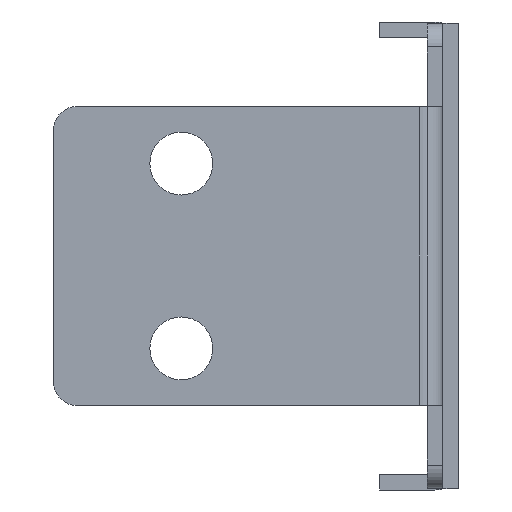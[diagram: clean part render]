
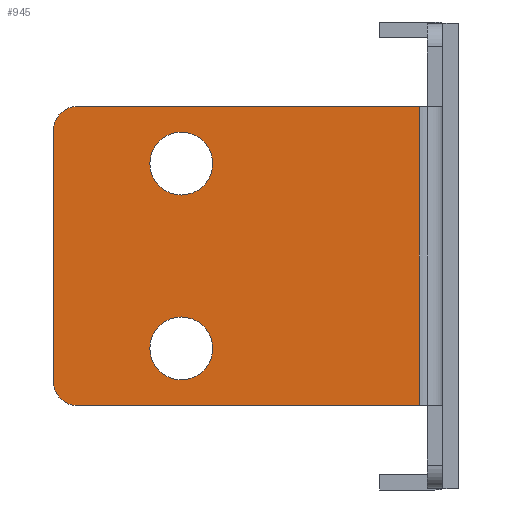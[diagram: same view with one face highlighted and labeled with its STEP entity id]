
A CAD part, left-side view. The second image highlights one B-rep face of the part: STEP entity #945.
In plain terms, the highlighted face is planar.
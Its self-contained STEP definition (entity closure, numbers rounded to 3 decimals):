
#197=DIRECTION('',(-1.,0.,0.));
#198=VECTOR('',#197,43.5);
#199=CARTESIAN_POINT('',(90.,-500.5,22.25));
#200=LINE('',#199,#198);
#205=CARTESIAN_POINT('',(46.5,-500.5,25.25));
#206=DIRECTION('',(0.,1.,0.));
#207=DIRECTION('',(0.,0.,-1.));
#208=AXIS2_PLACEMENT_3D('',#205,#206,#207);
#213=DIRECTION('',(0.,0.,1.));
#214=VECTOR('',#213,32.);
#215=CARTESIAN_POINT('',(43.5,-500.5,25.25));
#216=LINE('',#215,#214);
#220=CARTESIAN_POINT('',(46.5,-500.5,57.25));
#221=DIRECTION('',(0.,1.,0.));
#222=DIRECTION('',(-1.,0.,0.));
#223=AXIS2_PLACEMENT_3D('',#220,#221,#222);
#228=DIRECTION('',(1.,0.,0.));
#229=VECTOR('',#228,43.5);
#230=CARTESIAN_POINT('',(46.5,-500.5,60.25));
#231=LINE('',#230,#229);
#235=CARTESIAN_POINT('',(59.75,-500.5,29.5));
#236=DIRECTION('',(0.,-1.,0.));
#237=DIRECTION('',(1.,0.,0.));
#238=AXIS2_PLACEMENT_3D('',#235,#236,#237);
#243=CARTESIAN_POINT('',(59.75,-500.5,29.5));
#244=DIRECTION('',(0.,-1.,0.));
#245=DIRECTION('',(-1.,0.,0.));
#246=AXIS2_PLACEMENT_3D('',#243,#244,#245);
#251=CARTESIAN_POINT('',(59.75,-500.5,53.));
#252=DIRECTION('',(0.,-1.,0.));
#253=DIRECTION('',(1.,0.,0.));
#254=AXIS2_PLACEMENT_3D('',#251,#252,#253);
#259=CARTESIAN_POINT('',(59.75,-500.5,53.));
#260=DIRECTION('',(0.,-1.,0.));
#261=DIRECTION('',(-1.,0.,0.));
#262=AXIS2_PLACEMENT_3D('',#259,#260,#261);
#274=DIRECTION('',(0.,0.,1.));
#275=VECTOR('',#274,38.);
#276=CARTESIAN_POINT('',(90.,-500.5,22.25));
#277=LINE('',#276,#275);
#806=CARTESIAN_POINT('',(90.,-500.5,22.25));
#807=CARTESIAN_POINT('',(90.,-500.5,60.25));
#808=VERTEX_POINT('',#806);
#809=VERTEX_POINT('',#807);
#810=CARTESIAN_POINT('',(46.5,-500.5,22.25));
#811=VERTEX_POINT('',#810);
#812=CARTESIAN_POINT('',(43.5,-500.5,25.25));
#813=VERTEX_POINT('',#812);
#814=CARTESIAN_POINT('',(43.5,-500.5,57.25));
#815=VERTEX_POINT('',#814);
#816=CARTESIAN_POINT('',(46.5,-500.5,60.25));
#817=VERTEX_POINT('',#816);
#818=CARTESIAN_POINT('',(63.75,-500.5,29.5));
#819=CARTESIAN_POINT('',(55.75,-500.5,29.5));
#820=VERTEX_POINT('',#818);
#821=VERTEX_POINT('',#819);
#822=CARTESIAN_POINT('',(63.75,-500.5,53.));
#823=CARTESIAN_POINT('',(55.75,-500.5,53.));
#824=VERTEX_POINT('',#822);
#825=VERTEX_POINT('',#823);
#914=CARTESIAN_POINT('',(0.,-500.5,0.));
#915=DIRECTION('',(0.,1.,0.));
#916=DIRECTION('',(-1.,0.,0.));
#917=AXIS2_PLACEMENT_3D('',#914,#915,#916);
#918=PLANE('',#917);
#920=ORIENTED_EDGE('',*,*,#919,.F.);
#922=ORIENTED_EDGE('',*,*,#921,.T.);
#924=ORIENTED_EDGE('',*,*,#923,.T.);
#926=ORIENTED_EDGE('',*,*,#925,.T.);
#928=ORIENTED_EDGE('',*,*,#927,.T.);
#930=ORIENTED_EDGE('',*,*,#929,.T.);
#931=EDGE_LOOP('',(#920,#922,#924,#926,#928,#930));
#932=FACE_OUTER_BOUND('',#931,.F.);
#934=ORIENTED_EDGE('',*,*,#933,.T.);
#936=ORIENTED_EDGE('',*,*,#935,.T.);
#937=EDGE_LOOP('',(#934,#936));
#938=FACE_BOUND('',#937,.F.);
#940=ORIENTED_EDGE('',*,*,#939,.T.);
#942=ORIENTED_EDGE('',*,*,#941,.T.);
#943=EDGE_LOOP('',(#940,#942));
#944=FACE_BOUND('',#943,.F.);
#209=CIRCLE('',#208,3.);
#224=CIRCLE('',#223,3.);
#239=CIRCLE('',#238,4.);
#247=CIRCLE('',#246,4.);
#255=CIRCLE('',#254,4.);
#263=CIRCLE('',#262,4.);
#919=EDGE_CURVE('',#808,#809,#277,.T.);
#921=EDGE_CURVE('',#808,#811,#200,.T.);
#923=EDGE_CURVE('',#811,#813,#209,.T.);
#925=EDGE_CURVE('',#813,#815,#216,.T.);
#927=EDGE_CURVE('',#815,#817,#224,.T.);
#929=EDGE_CURVE('',#817,#809,#231,.T.);
#933=EDGE_CURVE('',#820,#821,#239,.T.);
#935=EDGE_CURVE('',#821,#820,#247,.T.);
#939=EDGE_CURVE('',#824,#825,#255,.T.);
#941=EDGE_CURVE('',#825,#824,#263,.T.);
#945=ADVANCED_FACE('',(#932,#938,#944),#918,.F.);
